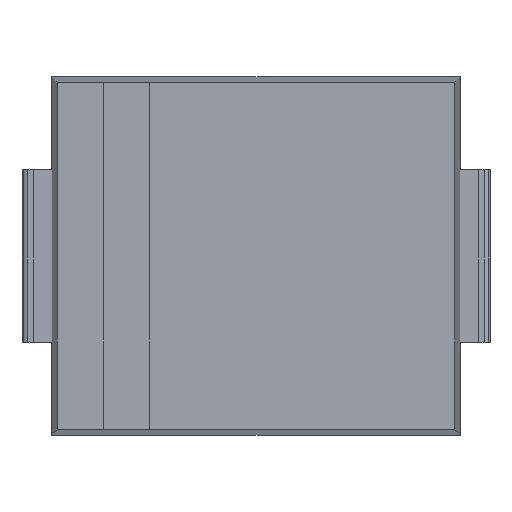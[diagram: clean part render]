
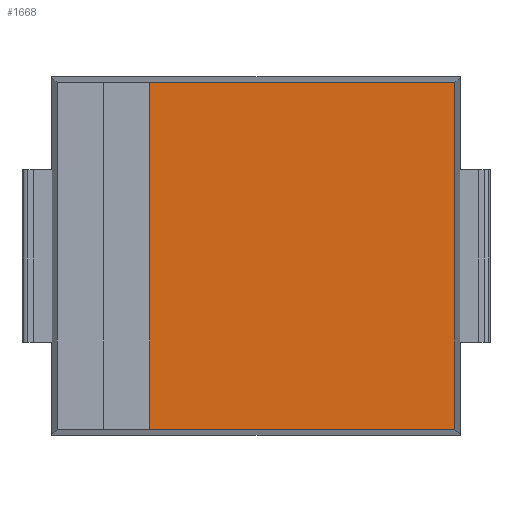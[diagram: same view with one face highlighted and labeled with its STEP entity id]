
A CAD part, top view. The second image highlights one B-rep face of the part: STEP entity #1668.
In plain terms, the highlighted planar face has unit normal (0, 0, 1).
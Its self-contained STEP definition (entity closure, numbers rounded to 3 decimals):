
#1517=CARTESIAN_POINT('',(-1.85,-3.01,2.62));
#1518=VERTEX_POINT('',#1517);
#1525=CARTESIAN_POINT('',(-1.85,3.01,2.62));
#1526=VERTEX_POINT('',#1525);
#1527=CARTESIAN_POINT('',(-1.85,3.01,2.62));
#1528=DIRECTION('',(0.0,-1.0,0.0));
#1529=VECTOR('',#1528,6.02);
#1530=LINE('',#1527,#1529);
#1531=EDGE_CURVE('',#1526,#1518,#1530,.T.);
#1638=CARTESIAN_POINT('',(0.,0.0,2.62));
#1639=DIRECTION('',(0.0,0.0,-1.0));
#1640=DIRECTION('',(-1.0,0.0,0.0));
#1641=AXIS2_PLACEMENT_3D('',#1638,#1639,#1640);
#1642=PLANE('',#1641);
#1643=ORIENTED_EDGE('',*,*,#1531,.T.);
#1644=CARTESIAN_POINT('',(3.45,-3.01,2.62));
#1645=VERTEX_POINT('',#1644);
#1646=CARTESIAN_POINT('',(3.45,-3.01,2.62));
#1647=DIRECTION('',(-1.0,0.0,0.0));
#1648=VECTOR('',#1647,5.3);
#1649=LINE('',#1646,#1648);
#1650=EDGE_CURVE('',#1645,#1518,#1649,.T.);
#1651=ORIENTED_EDGE('',*,*,#1650,.F.);
#1652=CARTESIAN_POINT('',(3.45,3.01,2.62));
#1653=VERTEX_POINT('',#1652);
#1654=CARTESIAN_POINT('',(3.45,3.01,2.62));
#1655=DIRECTION('',(0.0,-1.0,0.0));
#1656=VECTOR('',#1655,6.02);
#1657=LINE('',#1654,#1656);
#1658=EDGE_CURVE('',#1653,#1645,#1657,.T.);
#1659=ORIENTED_EDGE('',*,*,#1658,.F.);
#1660=CARTESIAN_POINT('',(-1.85,3.01,2.62));
#1661=DIRECTION('',(1.0,0.0,0.0));
#1662=VECTOR('',#1661,5.3);
#1663=LINE('',#1660,#1662);
#1664=EDGE_CURVE('',#1526,#1653,#1663,.T.);
#1665=ORIENTED_EDGE('',*,*,#1664,.F.);
#1666=EDGE_LOOP('',(#1643,#1651,#1659,#1665));
#1667=FACE_OUTER_BOUND('',#1666,.T.);
#1668=ADVANCED_FACE('',(#1667),#1642,.F.);
